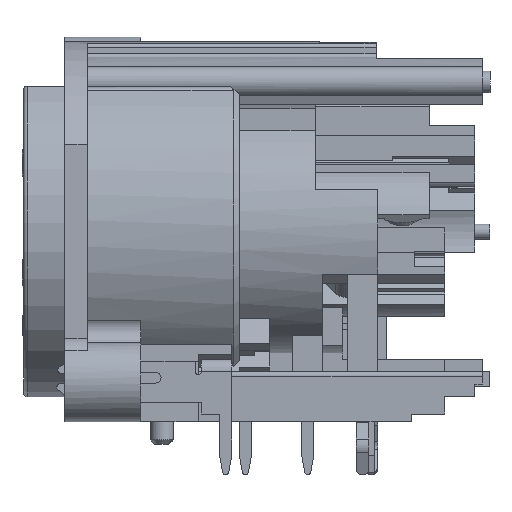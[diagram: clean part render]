
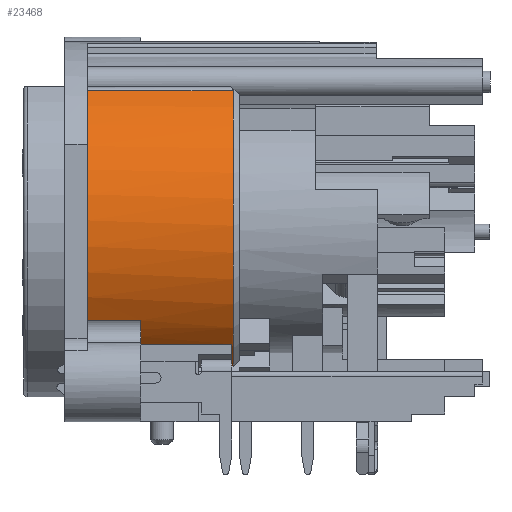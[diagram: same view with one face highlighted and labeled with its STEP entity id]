
A CAD part, left-side view. The second image highlights one B-rep face of the part: STEP entity #23468.
In plain terms, the highlighted cylindrical face has radius 10.9 mm (diameter 21.8 mm), a partial arc.
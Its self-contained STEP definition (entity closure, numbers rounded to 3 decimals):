
#13323=CARTESIAN_POINT('',(-8.,-5.,5.097));
#13324=VERTEX_POINT('',#13323);
#13331=CARTESIAN_POINT('',(-9.204,-5.,6.661));
#13332=VERTEX_POINT('',#13331);
#13333=CARTESIAN_POINT('',(0.,-5.,12.5));
#13334=DIRECTION('',(0.0,-1.0,0.0));
#13335=DIRECTION('',(-1.0,0.0,0.0));
#13336=AXIS2_PLACEMENT_3D('',#13333,#13334,#13335);
#13337=CIRCLE('',#13336,10.9);
#13338=EDGE_CURVE('',#13332,#13324,#13337,.T.);
#18773=CARTESIAN_POINT('',(-5.722,-1.5,21.777));
#18774=VERTEX_POINT('',#18773);
#18782=CARTESIAN_POINT('',(-5.722,-11.1,21.777));
#18783=VERTEX_POINT('',#18782);
#18784=CARTESIAN_POINT('',(-5.722,-1.5,21.777));
#18785=DIRECTION('',(0.0,-1.0,0.0));
#18786=VECTOR('',#18785,9.6);
#18787=LINE('',#18784,#18786);
#18788=EDGE_CURVE('',#18774,#18783,#18787,.T.);
#18842=CARTESIAN_POINT('',(-9.204,-1.5,6.661));
#18843=VERTEX_POINT('',#18842);
#18851=CARTESIAN_POINT('',(0.,-1.5,12.5));
#18852=DIRECTION('',(0.0,1.0,0.0));
#18853=DIRECTION('',(-1.0,0.0,0.0));
#18854=AXIS2_PLACEMENT_3D('',#18851,#18852,#18853);
#18855=CIRCLE('',#18854,10.9);
#18856=EDGE_CURVE('',#18843,#18774,#18855,.T.);
#23402=CARTESIAN_POINT('',(-6.375,-11.1,3.659));
#23403=VERTEX_POINT('',#23402);
#23404=CARTESIAN_POINT('',(0.,-11.1,12.5));
#23405=DIRECTION('',(0.0,-1.0,0.0));
#23406=DIRECTION('',(-1.0,0.0,0.0));
#23407=AXIS2_PLACEMENT_3D('',#23404,#23405,#23406);
#23408=CIRCLE('',#23407,10.9);
#23409=EDGE_CURVE('',#18783,#23403,#23408,.T.);
#23428=CARTESIAN_POINT('',(0.,-1.5,12.5));
#23429=DIRECTION('',(0.,-1.0,0.));
#23430=DIRECTION('',(-1.0,0.0,0.0));
#23431=AXIS2_PLACEMENT_3D('',#23428,#23429,#23430);
#23432=CYLINDRICAL_SURFACE('',#23431,10.9);
#23433=ORIENTED_EDGE('',*,*,#18788,.F.);
#23434=ORIENTED_EDGE('',*,*,#18856,.F.);
#23435=CARTESIAN_POINT('',(-9.204,-1.5,6.661));
#23436=DIRECTION('',(0.0,-1.0,0.0));
#23437=VECTOR('',#23436,3.5);
#23438=LINE('',#23435,#23437);
#23439=EDGE_CURVE('',#18843,#13332,#23438,.T.);
#23440=ORIENTED_EDGE('',*,*,#23439,.T.);
#23441=ORIENTED_EDGE('',*,*,#13338,.T.);
#23442=CARTESIAN_POINT('',(-8.,-11.,5.097));
#23443=VERTEX_POINT('',#23442);
#23444=CARTESIAN_POINT('',(-8.,-5.,5.097));
#23445=DIRECTION('',(0.0,-1.0,0.0));
#23446=VECTOR('',#23445,6.);
#23447=LINE('',#23444,#23446);
#23448=EDGE_CURVE('',#13324,#23443,#23447,.T.);
#23449=ORIENTED_EDGE('',*,*,#23448,.T.);
#23450=CARTESIAN_POINT('',(-6.375,-11.,3.659));
#23451=VERTEX_POINT('',#23450);
#23452=CARTESIAN_POINT('',(0.,-11.,12.5));
#23453=DIRECTION('',(0.,1.0,0.));
#23454=DIRECTION('',(0.734,0.,0.679));
#23455=AXIS2_PLACEMENT_3D('',#23452,#23453,#23454);
#23456=CIRCLE('',#23455,10.9);
#23457=EDGE_CURVE('',#23451,#23443,#23456,.T.);
#23458=ORIENTED_EDGE('',*,*,#23457,.F.);
#23459=CARTESIAN_POINT('',(-6.375,-11.,3.659));
#23460=DIRECTION('',(0.0,-1.0,0.0));
#23461=VECTOR('',#23460,0.1);
#23462=LINE('',#23459,#23461);
#23463=EDGE_CURVE('',#23451,#23403,#23462,.T.);
#23464=ORIENTED_EDGE('',*,*,#23463,.T.);
#23465=ORIENTED_EDGE('',*,*,#23409,.F.);
#23466=EDGE_LOOP('',(#23433,#23434,#23440,#23441,#23449,#23458,#23464,#23465));
#23467=FACE_OUTER_BOUND('',#23466,.T.);
#23468=ADVANCED_FACE('',(#23467),#23432,.T.);
